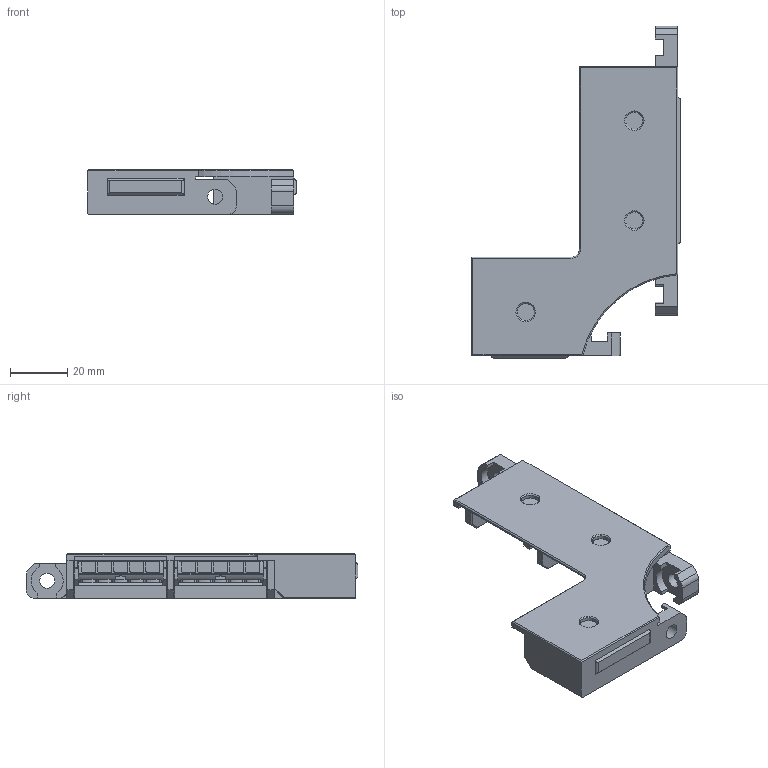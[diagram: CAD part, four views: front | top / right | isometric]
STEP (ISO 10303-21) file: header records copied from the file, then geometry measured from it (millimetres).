
FILE_DESCRIPTION(/* description */ ('STEP AP214'),/* implementation_level */ '2;1');
FILE_NAME(/* name */ '415WAGO_Label.step',/* time_stamp */ '2025-04-28T10:48:25-05:00',/* author */ (''),/* organization */ (''),/* preprocessor_version */ 'ST-DEVELOPER v20.1',/* originating_system */ 'Autodesk Translation Framework v14.4.0.0',/* authorisation */ '');
FILE_SCHEMA (('AUTOMOTIVE_DESIGN { 1 0 10303 214 3 1 1 }'));
Length unit declared in the file: millimetre
Products named in the file (2): Part_2080813; 221-415
Assembly tree (3 placements, depth 2):
  Part_2080813
    221-415  x3
Bounding box: 72.95 x 116.18 x 15.71 mm (x, y, z)
Volume: 30985.6 mm3; surface area: 25425.7 mm2
Topology: 4 solids, 4 shells, 907 faces, 2620 edges, 1723 vertices
Faces by surface type: plane 627, cylinder 272, cone 8
Full cylindrical faces by diameter (mm): 5.25 x3, 6 x3
Entity records: 15798 total; most frequent: CARTESIAN_POINT 2979, ORIENTED_EDGE 2684, DIRECTION 2496, EDGE_CURVE 1342, LINE 1066, VECTOR 1066, VERTEX_POINT 879, AXIS2_PLACEMENT_3D 715
